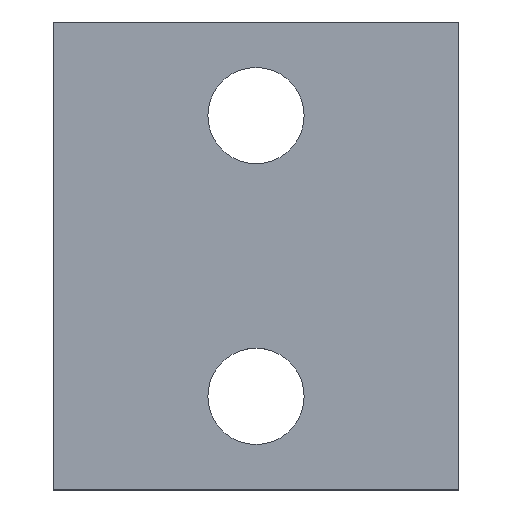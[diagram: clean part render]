
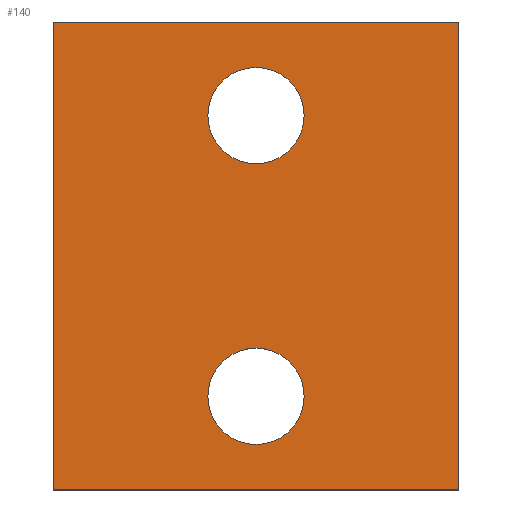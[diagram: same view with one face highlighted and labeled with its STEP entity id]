
A CAD part, top view. The second image highlights one B-rep face of the part: STEP entity #140.
In plain terms, the highlighted planar face has unit normal (0, 0, 1).
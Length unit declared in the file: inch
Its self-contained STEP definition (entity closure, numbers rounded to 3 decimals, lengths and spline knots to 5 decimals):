
#17=FACE_BOUND('',#37,.T.);
#18=FACE_BOUND('',#38,.T.);
#23=CIRCLE('',#157,0.1285);
#24=CIRCLE('',#158,0.1285);
#28=FACE_OUTER_BOUND('',#36,.T.);
#36=EDGE_LOOP('',(#105,#106,#107,#108));
#37=EDGE_LOOP('',(#109));
#38=EDGE_LOOP('',(#110));
#49=LINE('',#209,#61);
#53=LINE('',#218,#65);
#54=LINE('',#219,#66);
#55=LINE('',#220,#67);
#61=VECTOR('',#171,1.25);
#65=VECTOR('',#177,1.25);
#66=VECTOR('',#178,1.0828);
#67=VECTOR('',#179,1.0828);
#73=VERTEX_POINT('',#207);
#74=VERTEX_POINT('',#208);
#77=VERTEX_POINT('',#216);
#78=VERTEX_POINT('',#217);
#79=VERTEX_POINT('',#221);
#80=VERTEX_POINT('',#223);
#85=EDGE_CURVE('',#73,#74,#49,.T.);
#89=EDGE_CURVE('',#77,#78,#53,.T.);
#90=EDGE_CURVE('',#77,#73,#54,.T.);
#91=EDGE_CURVE('',#78,#74,#55,.T.);
#92=EDGE_CURVE('',#79,#79,#23,.T.);
#93=EDGE_CURVE('',#80,#80,#24,.T.);
#105=ORIENTED_EDGE('',*,*,#89,.F.);
#106=ORIENTED_EDGE('',*,*,#90,.T.);
#107=ORIENTED_EDGE('',*,*,#85,.T.);
#108=ORIENTED_EDGE('',*,*,#91,.F.);
#109=ORIENTED_EDGE('',*,*,#92,.F.);
#110=ORIENTED_EDGE('',*,*,#93,.F.);
#134=PLANE('',#156);
#140=ADVANCED_FACE('',(#28,#17,#18),#134,.F.);
#156=AXIS2_PLACEMENT_3D('',#215,#175,#176);
#157=AXIS2_PLACEMENT_3D('',#222,#180,#181);
#158=AXIS2_PLACEMENT_3D('',#224,#182,#183);
#171=DIRECTION('',(0.,1.,0.));
#175=DIRECTION('center_axis',(0.,0.,-1.));
#176=DIRECTION('ref_axis',(1.,0.,0.));
#177=DIRECTION('',(0.,1.,0.));
#178=DIRECTION('',(1.,0.,0.));
#179=DIRECTION('',(1.,0.,0.));
#180=DIRECTION('center_axis',(0.,0.,1.));
#181=DIRECTION('ref_axis',(-1.,0.,0.));
#182=DIRECTION('center_axis',(0.,0.,1.));
#183=DIRECTION('ref_axis',(1.,0.,0.));
#207=CARTESIAN_POINT('',(-5.00449,-0.625,71.5));
#208=CARTESIAN_POINT('',(-5.00449,0.625,71.5));
#209=CARTESIAN_POINT('',(-5.00449,-0.625,71.5));
#215=CARTESIAN_POINT('Origin',(-5.90427,0.,71.5));
#216=CARTESIAN_POINT('',(-6.08729,-0.625,71.5));
#217=CARTESIAN_POINT('',(-6.08729,0.625,71.5));
#218=CARTESIAN_POINT('',(-6.08729,-0.625,71.5));
#219=CARTESIAN_POINT('',(-6.08729,-0.625,71.5));
#220=CARTESIAN_POINT('',(-6.08729,0.625,71.5));
#221=CARTESIAN_POINT('',(-5.41739,-0.375,71.5));
#222=CARTESIAN_POINT('Origin',(-5.54589,-0.375,71.5));
#223=CARTESIAN_POINT('',(-5.67439,0.375,71.5));
#224=CARTESIAN_POINT('Origin',(-5.54589,0.375,71.5));
